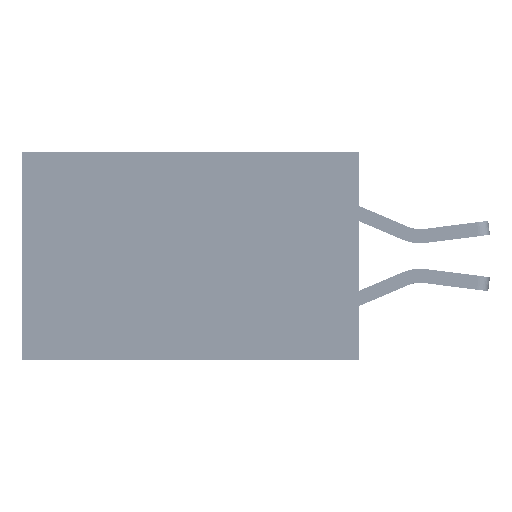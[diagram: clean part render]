
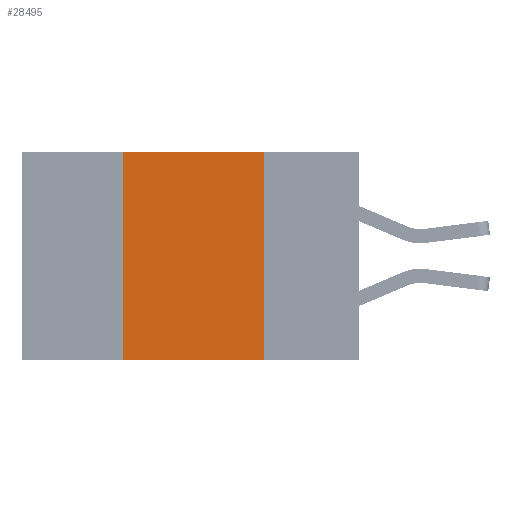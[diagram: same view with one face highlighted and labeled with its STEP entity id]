
A CAD part, left-side view. The second image highlights one B-rep face of the part: STEP entity #28495.
In plain terms, the highlighted planar face has unit normal (-1, 0, 0).
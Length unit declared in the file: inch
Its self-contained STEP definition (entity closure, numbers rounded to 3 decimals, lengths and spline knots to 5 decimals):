
#2461 = CARTESIAN_POINT ( 'NONE',  ( 0., 0.42, 0. ) ) ;
#5445 = VERTEX_POINT ( 'NONE', #44872 ) ;
#6320 = ORIENTED_EDGE ( 'NONE', *, *, #30932, .F. ) ;
#8276 = CARTESIAN_POINT ( 'NONE',  ( 0., 0.6, 0. ) ) ;
#8871 = EDGE_LOOP ( 'NONE', ( #21201, #6320, #44290, #36984 ) ) ;
#10565 = LINE ( 'NONE', #2461, #28042 ) ;
#11791 = DIRECTION ( 'NONE',  ( 0., -1., 0. ) ) ;
#11916 = DIRECTION ( 'NONE',  ( 0., -1., 0. ) ) ;
#15709 = PLANE ( 'NONE',  #24862 ) ;
#15859 = DIRECTION ( 'NONE',  ( 0., 0., -1. ) ) ;
#16534 = DIRECTION ( 'NONE',  ( 0., 0., 1. ) ) ;
#17008 = LINE ( 'NONE', #37691, #34377 ) ;
#18513 = EDGE_CURVE ( 'NONE', #27075, #18518, #10565, .T. ) ;
#18518 = VERTEX_POINT ( 'NONE', #40852 ) ;
#19817 = VECTOR ( 'NONE', #11916, 39.37008 ) ;
#21201 = ORIENTED_EDGE ( 'NONE', *, *, #33970, .F. ) ;
#21982 = LINE ( 'NONE', #39659, #19817 ) ;
#24862 = AXIS2_PLACEMENT_3D ( 'NONE', #33162, #36654, #15859 ) ;
#27075 = VERTEX_POINT ( 'NONE', #32106 ) ;
#28042 = VECTOR ( 'NONE', #16534, 39.37008 ) ;
#28495 = ADVANCED_FACE ( 'NONE', ( #39203 ), #15709, .F. ) ;
#30846 = DIRECTION ( 'NONE',  ( 0., 0., -1. ) ) ;
#30932 = EDGE_CURVE ( 'NONE', #18518, #5445, #40709, .T. ) ;
#31421 = VECTOR ( 'NONE', #11791, 39.37008 ) ;
#32106 = CARTESIAN_POINT ( 'NONE',  ( 0., 0.42, -0.37 ) ) ;
#32570 = CARTESIAN_POINT ( 'NONE',  ( 0., 0.17, -0.37 ) ) ;
#33162 = CARTESIAN_POINT ( 'NONE',  ( 0., 0.6, 0. ) ) ;
#33970 = EDGE_CURVE ( 'NONE', #5445, #44955, #17008, .T. ) ;
#34377 = VECTOR ( 'NONE', #30846, 39.37008 ) ;
#36654 = DIRECTION ( 'NONE',  ( 1., 0., 0. ) ) ;
#36984 = ORIENTED_EDGE ( 'NONE', *, *, #38532, .T. ) ;
#37691 = CARTESIAN_POINT ( 'NONE',  ( 0., 0.17, 0. ) ) ;
#38532 = EDGE_CURVE ( 'NONE', #27075, #44955, #21982, .T. ) ;
#39203 = FACE_OUTER_BOUND ( 'NONE', #8871, .T. ) ;
#39659 = CARTESIAN_POINT ( 'NONE',  ( 0., 0.6, -0.37 ) ) ;
#40709 = LINE ( 'NONE', #8276, #31421 ) ;
#40852 = CARTESIAN_POINT ( 'NONE',  ( 0., 0.42, 0. ) ) ;
#44290 = ORIENTED_EDGE ( 'NONE', *, *, #18513, .F. ) ;
#44872 = CARTESIAN_POINT ( 'NONE',  ( 0., 0.17, 0. ) ) ;
#44955 = VERTEX_POINT ( 'NONE', #32570 ) ;
